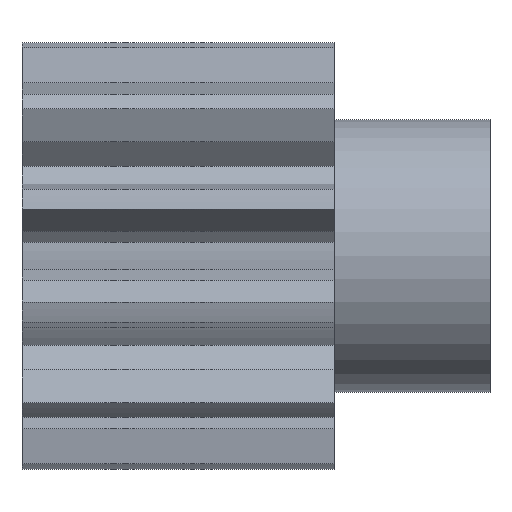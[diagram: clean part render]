
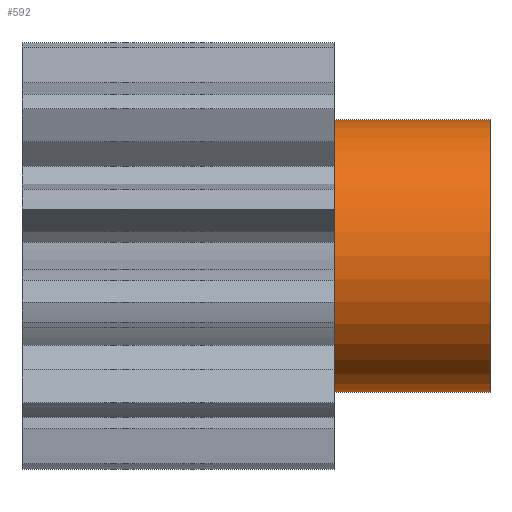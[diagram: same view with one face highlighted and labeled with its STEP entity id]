
A CAD part, top view. The second image highlights one B-rep face of the part: STEP entity #592.
In plain terms, the highlighted cylindrical face has radius 17.5 mm (diameter 35 mm), a partial arc.
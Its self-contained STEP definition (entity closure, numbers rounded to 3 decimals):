
#498 = EDGE_CURVE( '', #1278, #918, #1434, .T. );
#592 = ADVANCED_FACE( '', ( #1536 ), #1537, .T. );
#636 = EDGE_CURVE( '', #1054, #1390, #1583, .T. );
#764 = EDGE_CURVE( '', #1278, #1054, #1719, .T. );
#918 = VERTEX_POINT( '', #1889 );
#1054 = VERTEX_POINT( '', #2041 );
#1066 = EDGE_CURVE( '', #1390, #918, #2053, .T. );
#1278 = VERTEX_POINT( '', #2282 );
#1390 = VERTEX_POINT( '', #2406 );
#1434 = CIRCLE( '', #2451, 17.5 );
#1536 = FACE_OUTER_BOUND( '', #2589, .T. );
#1537 = CYLINDRICAL_SURFACE( '', #2590, 17.5 );
#1583 = CIRCLE( '', #2655, 17.5 );
#1719 = LINE( '', #2847, #2848 );
#1889 = CARTESIAN_POINT( '', ( 20., 17.5, 0. ) );
#2041 = CARTESIAN_POINT( '', ( 40., -17.5, 0. ) );
#2053 = LINE( '', #3301, #3302 );
#2282 = CARTESIAN_POINT( '', ( 20., -17.5, 0. ) );
#2406 = CARTESIAN_POINT( '', ( 40., 17.5, 0. ) );
#2451 = AXIS2_PLACEMENT_3D( '', #3833, #3834, #3835 );
#2589 = EDGE_LOOP( '', ( #3934, #3935, #3936, #3937 ) );
#2590 = AXIS2_PLACEMENT_3D( '', #3938, #3939, #3940 );
#2655 = AXIS2_PLACEMENT_3D( '', #3981, #3982, #3983 );
#2847 = CARTESIAN_POINT( '', ( 30., -17.5, 0. ) );
#2848 = VECTOR( '', #4092, 1. );
#3301 = CARTESIAN_POINT( '', ( 30., 17.5, 0. ) );
#3302 = VECTOR( '', #4443, 1. );
#3833 = CARTESIAN_POINT( '', ( 20., 0., 0. ) );
#3834 = DIRECTION( '', ( -1., 0., 0. ) );
#3835 = DIRECTION( '', ( 0., 1., 0. ) );
#3934 = ORIENTED_EDGE( '', *, *, #1066, .T. );
#3935 = ORIENTED_EDGE( '', *, *, #498, .F. );
#3936 = ORIENTED_EDGE( '', *, *, #764, .T. );
#3937 = ORIENTED_EDGE( '', *, *, #636, .T. );
#3938 = CARTESIAN_POINT( '', ( 30., 0., 0. ) );
#3939 = DIRECTION( '', ( 1., 0., 0. ) );
#3940 = DIRECTION( '', ( 0., 1., 0. ) );
#3981 = CARTESIAN_POINT( '', ( 40., 0., 0. ) );
#3982 = DIRECTION( '', ( -1., 0., 0. ) );
#3983 = DIRECTION( '', ( 0., 1., 0. ) );
#4092 = DIRECTION( '', ( 1., 0., 0. ) );
#4443 = DIRECTION( '', ( -1., 0., 0. ) );
